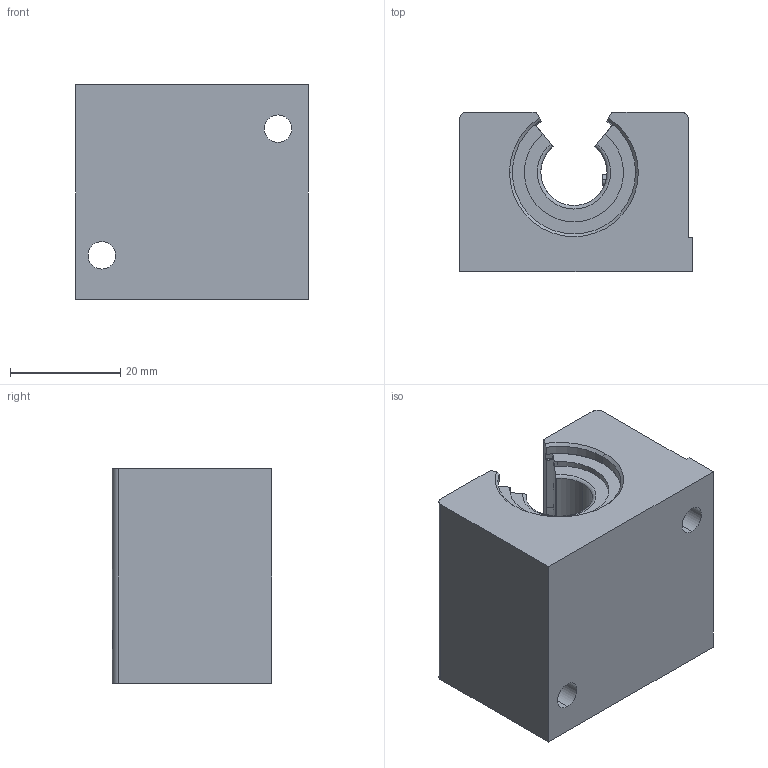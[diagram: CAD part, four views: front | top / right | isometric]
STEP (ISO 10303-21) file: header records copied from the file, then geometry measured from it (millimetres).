
FILE_DESCRIPTION (( 'STEP AP203' ), '1' );
FILE_NAME ('PillowBlock_6324B017C3.step', '2022-10-14T19:47:13', ( '' ), ( '' ), 'SwSTEP 2.0', 'SolidWorks 2019', '' );
FILE_SCHEMA (( 'CONFIG_CONTROL_DESIGN' ));
Length unit declared in the file: inch
Products named in the file (3): twDHLYICMJ_CADModel_0; PillowBlock_6324B017C3
Assembly tree (1 placements, depth 2):
  twDHLYICMJ_CADModel_0
  PillowBlock_6324B017C3
    twDHLYICMJ_CADModel_0
Bounding box: 42.25 x 28.92 x 38.99 mm (x, y, z)
Volume: 35974.7 mm3; surface area: 17832.9 mm2
Topology: 8 solids, 8 shells, 211 faces, 570 edges, 365 vertices
Faces by surface type: cylinder 100, cone 49, plane 48, torus 10, bspline 4
Entity records: 7569 total; most frequent: CARTESIAN_POINT 1973, DIRECTION 1143, ORIENTED_EDGE 1132, EDGE_CURVE 566, AXIS2_PLACEMENT_3D 455, VERTEX_POINT 365, CIRCLE 243, VECTOR 233
